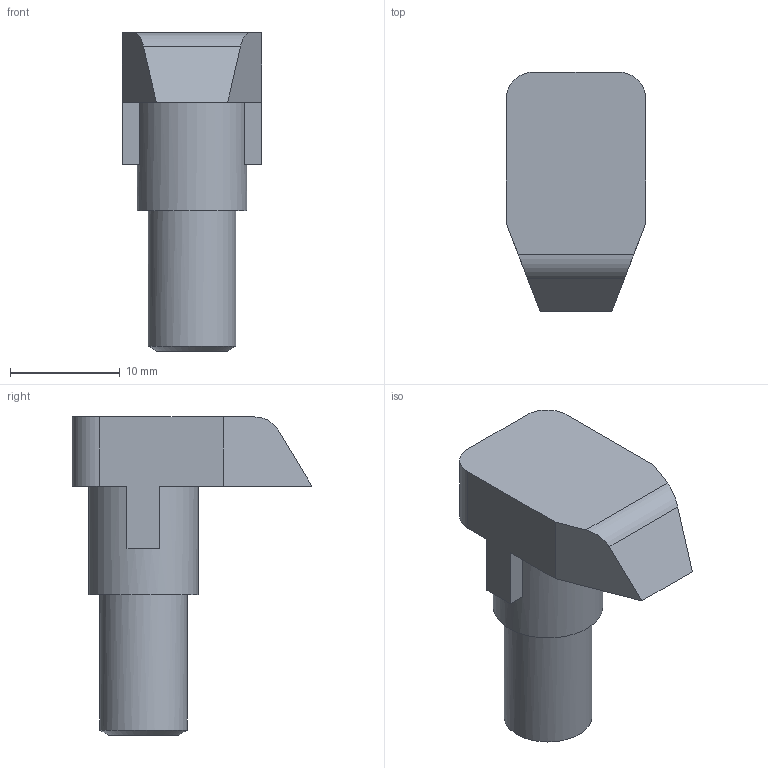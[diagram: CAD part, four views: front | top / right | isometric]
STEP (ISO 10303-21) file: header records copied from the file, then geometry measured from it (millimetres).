
FILE_DESCRIPTION(/* description */ (''),/* implementation_level */ '2;1');
FILE_NAME(/* name */ 'CC16.stp',/* time_stamp */ '2015-04-13T10:49:06+05:00',/* author */ (''),/* organization */ (''),/* preprocessor_version */ 'ST-DEVELOPER v11',/* originating_system */ 'SIEMENS PLM Software NX 7.5',/* authorisation */ '');
FILE_SCHEMA (('AUTOMOTIVE_DESIGN { 1 0 10303 214 1 1 1 1 }'));
Length unit declared in the file: millimetre
Products named in the file (1): inpuA7B8q5rt
Bounding box: 12.7 x 21.84 x 28.97 mm (x, y, z)
Volume: 2944.8 mm3; surface area: 1506.8 mm2
Topology: 1 solids, 1 shells, 23 faces, 60 edges, 40 vertices
Faces by surface type: plane 17, cylinder 5, cone 1
Full cylindrical faces by diameter (mm): 8 x1, 10 x1
Entity records: 699 total; most frequent: DIRECTION 117, CARTESIAN_POINT 117, ORIENTED_EDGE 110, EDGE_CURVE 55, LINE 41, VECTOR 41, VERTEX_POINT 38, AXIS2_PLACEMENT_3D 38
